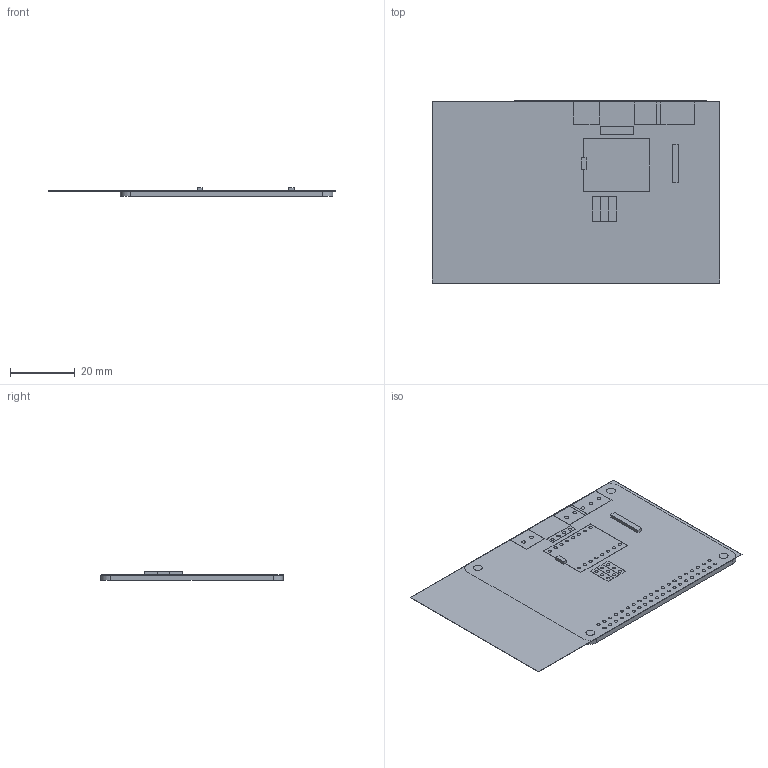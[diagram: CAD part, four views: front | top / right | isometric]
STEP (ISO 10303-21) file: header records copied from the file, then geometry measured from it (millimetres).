
FILE_DESCRIPTION(/* description */ (''),/* implementation_level */ '2;1');
FILE_NAME(/* name */ 'cb342085-4293-47c5-90bf-b8f6c13b98e0.stp',/* time_stamp */ '2021-09-19T01:11:40+00:00',/* author */ (''),/* organization */ (''),/* preprocessor_version */ 'ST-DEVELOPER v18.1',/* originating_system */ 'Autodesk Translation Framework v10.10.0.1391',/* authorisation */ '');
FILE_SCHEMA (('AUTOMOTIVE_DESIGN { 1 0 10303 214 3 1 1 }'));
Length unit declared in the file: millimetre
Products named in the file (11): cb342085-4293-47c5-90bf-b8f6c13b98e0; PCB Component; Board; E2-5; SCREWTERMINAL-3.5MM-2; 455-1750-1-ND; A4988; 1X04; 0207/10; SCREWTERMINAL-3.5MM-3; RASPBERRY_PI_3_MODEL_B+
Assembly tree (13 placements, depth 3):
  cb342085-4293-47c5-90bf-b8f6c13b98e0
    PCB Component
      Board
      E2-5
      SCREWTERMINAL-3.5MM-2  x2
      455-1750-1-ND  x3
      A4988
      1X04
      0207/10
      SCREWTERMINAL-3.5MM-3
      RASPBERRY_PI_3_MODEL_B+
Bounding box: 88.5 x 56.06 x 2.57 mm (x, y, z)
Volume: 6181.4 mm3; surface area: 19226.2 mm2
Topology: 12 solids, 12 shells, 160 faces, 408 edges, 272 vertices
Faces by surface type: cylinder 88, plane 72
Full cylindrical faces by diameter (mm): 0.813 x4, 1.016 x53, 1.02 x16, 1.2 x7, 2.75 x4
Entity records: 5260 total; most frequent: DIRECTION 880, CARTESIAN_POINT 786, ORIENTED_EDGE 744, EDGE_CURVE 372, AXIS2_PLACEMENT_3D 342, EDGE_LOOP 310, VERTEX_POINT 248, LINE 196
